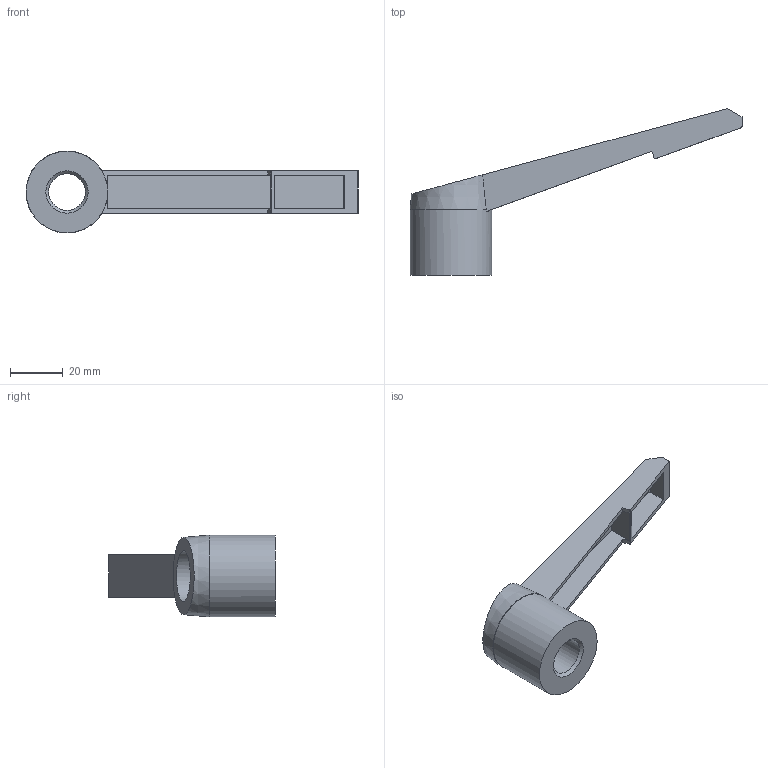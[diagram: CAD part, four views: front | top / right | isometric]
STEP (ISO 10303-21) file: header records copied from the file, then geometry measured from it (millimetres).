
FILE_DESCRIPTION( ( 'STEP AP214' ), '1' );
FILE_NAME( 'K0175.516000.stp', '2020-11-26T10:54:25', ( '' ), ( '' ), ' ', 'PARTsolutions', ' ' );
FILE_SCHEMA( ( 'AUTOMOTIVE_DESIGN { 1 0 10303 214 1 1 1 1 }' ) );
Length unit declared in the file: millimetre
Products named in the file (1): _K0175.516000
Bounding box: 125.5 x 63 x 30.98 mm (x, y, z)
Volume: 23834.7 mm3; surface area: 13516 mm2
Topology: 1 solids, 1 shells, 37 faces, 97 edges, 64 vertices
Faces by surface type: plane 23, cylinder 6, cone 6, torus 2
Full cylindrical faces by diameter (mm): 13.835 x1, 19.2 x1, 30.8 x1
Entity records: 1445 total; most frequent: CARTESIAN_POINT 278, DIRECTION 177, ORIENTED_EDGE 172, EDGE_CURVE 86, AXIS2_PLACEMENT_3D 63, VERTEX_POINT 60, LINE 51, VECTOR 51
